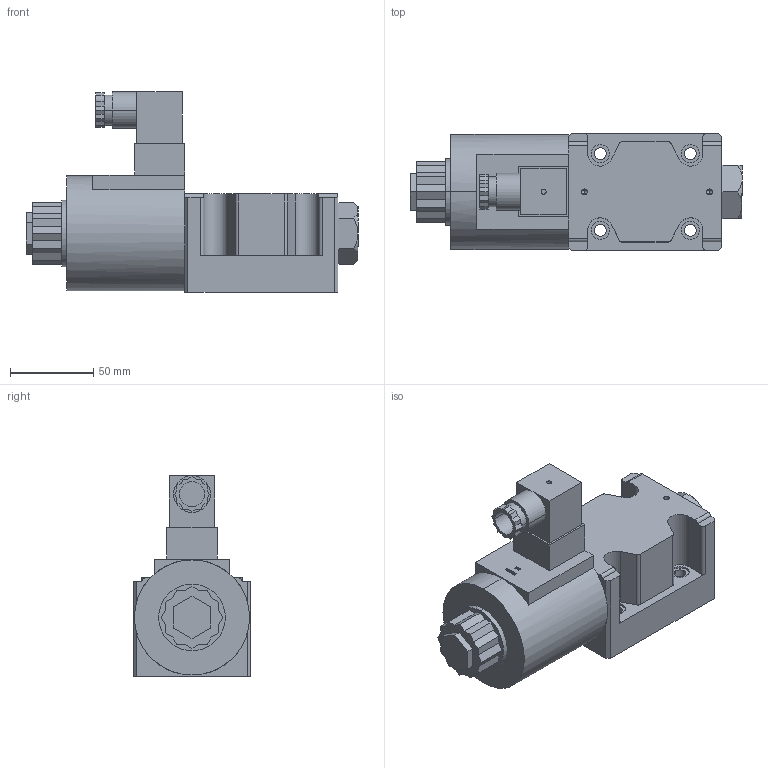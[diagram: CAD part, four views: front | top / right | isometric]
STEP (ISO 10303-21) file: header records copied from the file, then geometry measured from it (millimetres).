
FILE_DESCRIPTION (( 'STEP AP214' ), '1' );
FILE_NAME ('DSG-03-2bx-DC-n-50-DIN TYPE.STEP', '2021-12-10T06:30:06', ( '' ), ( '' ), 'SwSTEP 2.0', 'SolidWorks 2019', '' );
FILE_SCHEMA (( 'AUTOMOTIVE_DESIGN' ));
Length unit declared in the file: millimetre
Products named in the file (1): DSG-03-2bx-DC-n-50-DIN TYPE
Bounding box: 199.1 x 70 x 120.3 mm (x, y, z)
Volume: 621491.5 mm3; surface area: 81029 mm2
Topology: 1 solids, 2 shells, 430 faces, 1126 edges, 745 vertices
Faces by surface type: plane 239, cylinder 92, bspline 89, cone 10
Entity records: 20443 total; most frequent: CARTESIAN_POINT 8287, ORIENTED_EDGE 2244, DIRECTION 1771, EDGE_CURVE 1122, VERTEX_POINT 745, LINE 705, VECTOR 705, AXIS2_PLACEMENT_3D 533
